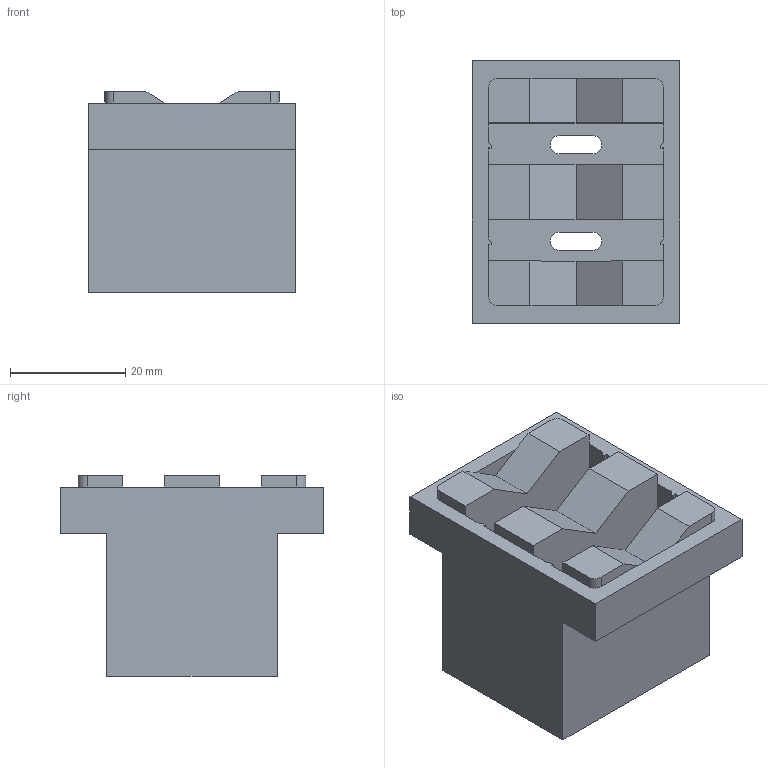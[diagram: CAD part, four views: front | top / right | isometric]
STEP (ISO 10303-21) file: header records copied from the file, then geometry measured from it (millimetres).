
FILE_DESCRIPTION (( 'STEP AP214' ), '1' );
FILE_NAME ('Holster B.STEP', '2021-12-07T16:54:42', ( '' ), ( '' ), 'SwSTEP 2.0', 'SolidWorks 2021', '' );
FILE_SCHEMA (( 'AUTOMOTIVE_DESIGN' ));
Length unit declared in the file: millimetre
Products named in the file (1): Holster B
Bounding box: 36 x 45.6 x 34.93 mm (x, y, z)
Volume: 27002.3 mm3; surface area: 12819.4 mm2
Topology: 1 solids, 1 shells, 74 faces, 205 edges, 134 vertices
Faces by surface type: plane 64, cylinder 10
Entity records: 2367 total; most frequent: CARTESIAN_POINT 414, ORIENTED_EDGE 410, DIRECTION 375, EDGE_CURVE 205, VECTOR 185, LINE 185, VERTEX_POINT 134, AXIS2_PLACEMENT_3D 95
